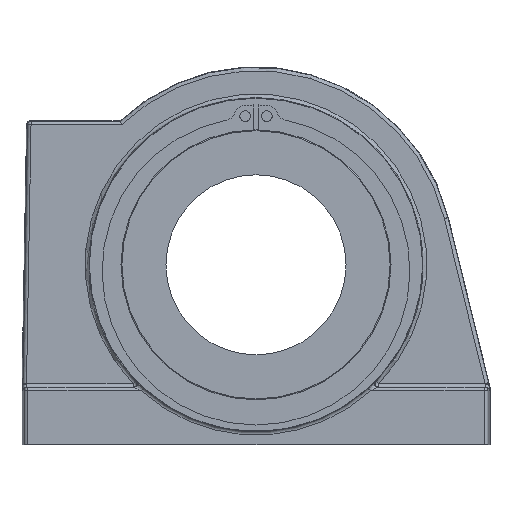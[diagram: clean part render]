
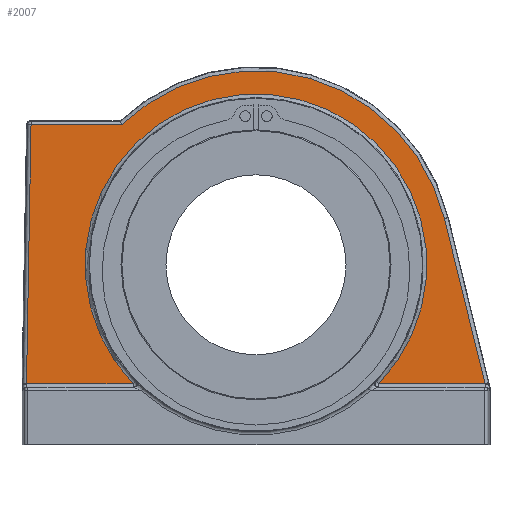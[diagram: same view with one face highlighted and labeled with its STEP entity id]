
A CAD part, front view. The second image highlights one B-rep face of the part: STEP entity #2007.
In plain terms, the highlighted planar face has unit normal (0, -1, 0).
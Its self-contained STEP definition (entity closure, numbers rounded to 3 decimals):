
#109=PLANE('',#2287);
#186=FACE_OUTER_BOUND('',#320,.T.);
#320=EDGE_LOOP('',(#1501,#1502,#1503,#1504,#1505,#1506,#1507));
#534=LINE('',#3832,#646);
#535=LINE('',#3834,#647);
#536=LINE('',#3838,#648);
#537=LINE('',#3840,#649);
#538=LINE('',#3841,#650);
#646=VECTOR('',#2730,1000.);
#647=VECTOR('',#2731,1000.);
#648=VECTOR('',#2734,1000.);
#649=VECTOR('',#2735,1000.);
#650=VECTOR('',#2736,1000.);
#749=CIRCLE('',#2288,47.465);
#750=CIRCLE('',#2289,53.878);
#952=VERTEX_POINT('',#3828);
#953=VERTEX_POINT('',#3829);
#954=VERTEX_POINT('',#3831);
#955=VERTEX_POINT('',#3833);
#956=VERTEX_POINT('',#3835);
#957=VERTEX_POINT('',#3837);
#958=VERTEX_POINT('',#3839);
#1162=EDGE_CURVE('',#952,#953,#749,.T.);
#1163=EDGE_CURVE('',#953,#954,#534,.T.);
#1164=EDGE_CURVE('',#954,#955,#535,.T.);
#1165=EDGE_CURVE('',#955,#956,#750,.T.);
#1166=EDGE_CURVE('',#956,#957,#536,.T.);
#1167=EDGE_CURVE('',#957,#958,#537,.T.);
#1168=EDGE_CURVE('',#958,#952,#538,.T.);
#1501=ORIENTED_EDGE('',*,*,#1162,.T.);
#1502=ORIENTED_EDGE('',*,*,#1163,.T.);
#1503=ORIENTED_EDGE('',*,*,#1164,.T.);
#1504=ORIENTED_EDGE('',*,*,#1165,.T.);
#1505=ORIENTED_EDGE('',*,*,#1166,.T.);
#1506=ORIENTED_EDGE('',*,*,#1167,.T.);
#1507=ORIENTED_EDGE('',*,*,#1168,.T.);
#2007=ADVANCED_FACE('',(#186),#109,.F.);
#2287=AXIS2_PLACEMENT_3D('',#3827,#2726,#2727);
#2288=AXIS2_PLACEMENT_3D('',#3830,#2728,#2729);
#2289=AXIS2_PLACEMENT_3D('',#3836,#2732,#2733);
#2726=DIRECTION('center_axis',(0.,1.,0.));
#2727=DIRECTION('ref_axis',(0.,0.,1.));
#2728=DIRECTION('center_axis',(0.,1.,0.));
#2729=DIRECTION('ref_axis',(0.,0.,1.));
#2730=DIRECTION('',(-1.,0.,0.));
#2731=DIRECTION('',(0.239,0.,-0.971));
#2732=DIRECTION('center_axis',(0.,-1.,0.));
#2733=DIRECTION('ref_axis',(0.,0.,1.));
#2734=DIRECTION('',(1.,0.,0.));
#2735=DIRECTION('',(0.017,0.,1.));
#2736=DIRECTION('',(-1.,0.,0.));
#3827=CARTESIAN_POINT('Origin',(0.,-15.,-44.));
#3828=CARTESIAN_POINT('',(34.117,-15.,-11.));
#3829=CARTESIAN_POINT('',(-34.117,-15.,-11.));
#3830=CARTESIAN_POINT('Origin',(0.,-15.,-44.));
#3831=CARTESIAN_POINT('',(-63.598,-15.,-11.));
#3832=CARTESIAN_POINT('',(-64.728,-15.,-11.));
#3833=CARTESIAN_POINT('',(-52.319,-15.,-56.866));
#3834=CARTESIAN_POINT('',(-52.319,-15.,-56.866));
#3835=CARTESIAN_POINT('',(37.301,-15.,-82.878));
#3836=CARTESIAN_POINT('Origin',(0.,-15.,-44.));
#3837=CARTESIAN_POINT('',(62.483,-15.,-82.878));
#3838=CARTESIAN_POINT('',(63.449,-15.,-82.878));
#3839=CARTESIAN_POINT('',(63.738,-15.,-11.));
#3840=CARTESIAN_POINT('',(63.746,-15.,-10.553));
#3841=CARTESIAN_POINT('',(31.683,-15.,-11.));
